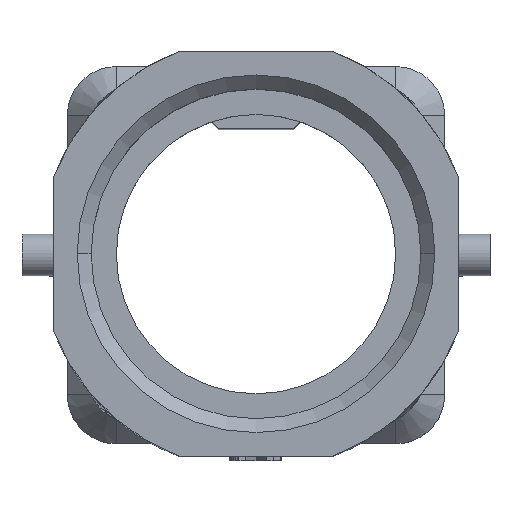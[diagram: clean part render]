
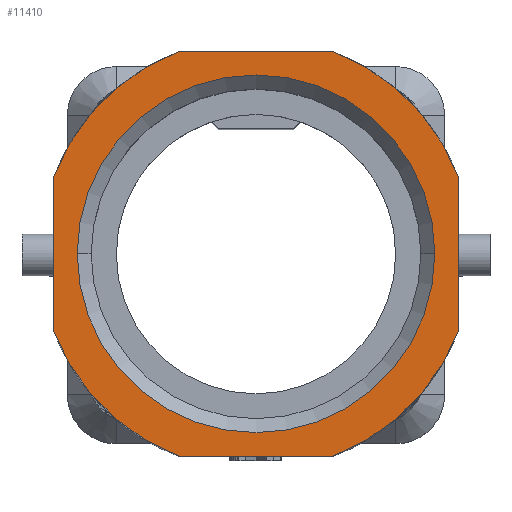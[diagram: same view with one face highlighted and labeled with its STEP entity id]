
A CAD part, top view. The second image highlights one B-rep face of the part: STEP entity #11410.
In plain terms, the highlighted planar face has unit normal (0, 0, 1).
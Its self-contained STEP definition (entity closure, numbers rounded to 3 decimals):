
#60=CARTESIAN_POINT('',(42.466,40.359,57.));
#70=DIRECTION('',(0.,0.,1.));
#80=DIRECTION('',(1.,0.,0.));
#90=AXIS2_PLACEMENT_3D('',#60,#70,#80);
#100=CIRCLE('',#90,15.5);
#110=CARTESIAN_POINT('',(47.943,25.859,57.));
#120=VERTEX_POINT('',#110);
#130=CARTESIAN_POINT('',(56.966,34.882,57.));
#140=VERTEX_POINT('',#130);
#150=EDGE_CURVE('',#120,#140,#100,.T.);
#9430=CARTESIAN_POINT('',(56.966,25.859,57.));
#9440=DIRECTION('',(-1.,0.,0.));
#9450=VECTOR('',#9440,1.);
#9460=LINE('',#9430,#9450);
#9470=CARTESIAN_POINT('',(36.988,25.859,57.));
#9480=VERTEX_POINT('',#9470);
#9490=EDGE_CURVE('',#120,#9480,#9460,.T.);
#9950=CARTESIAN_POINT('',(27.966,45.836,57.));
#9960=VERTEX_POINT('',#9950);
#9990=CARTESIAN_POINT('',(27.966,25.859,57.));
#10000=DIRECTION('',(0.,1.,0.));
#10010=VECTOR('',#10000,1.);
#10020=LINE('',#9990,#10010);
#10030=CARTESIAN_POINT('',(27.966,34.882,57.));
#10040=VERTEX_POINT('',#10030);
#10050=EDGE_CURVE('',#10040,#9960,#10020,.T.);
#10280=CARTESIAN_POINT('',(27.966,54.859,57.));
#10290=DIRECTION('',(1.,0.,0.));
#10300=VECTOR('',#10290,1.);
#10310=LINE('',#10280,#10300);
#10320=CARTESIAN_POINT('',(36.988,54.859,57.));
#10330=VERTEX_POINT('',#10320);
#10340=CARTESIAN_POINT('',(47.943,54.859,57.));
#10350=VERTEX_POINT('',#10340);
#10360=EDGE_CURVE('',#10330,#10350,#10310,.T.);
#10840=CARTESIAN_POINT('',(56.966,54.859,57.));
#10850=DIRECTION('',(0.,-1.,0.));
#10860=VECTOR('',#10850,1.);
#10870=LINE('',#10840,#10860);
#10880=CARTESIAN_POINT('',(56.966,45.836,57.));
#10890=VERTEX_POINT('',#10880);
#10900=EDGE_CURVE('',#10890,#140,#10870,.T.);
#11080=CARTESIAN_POINT('',(6.264,49.445,57.));
#11090=DIRECTION('',(0.,0.,1.));
#11100=DIRECTION('',(1.,0.,0.));
#11110=AXIS2_PLACEMENT_3D('',#11080,#11090,#11100);
#11120=PLANE('',#11110);
#11130=CARTESIAN_POINT('',(42.466,40.359,57.));
#11140=DIRECTION('',(0.,0.,1.));
#11150=DIRECTION('',(1.,0.,-0.));
#11160=AXIS2_PLACEMENT_3D('',#11130,#11140,#11150);
#11170=CIRCLE('',#11160,12.8);
#11180=CARTESIAN_POINT('',(29.666,40.359,57.));
#11190=VERTEX_POINT('',#11180);
#11200=CARTESIAN_POINT('',(55.266,40.359,57.));
#11210=VERTEX_POINT('',#11200);
#11220=EDGE_CURVE('',#11190,#11210,#11170,.T.);
#11230=ORIENTED_EDGE('',*,*,#11220,.F.);
#11240=EDGE_CURVE('',#11210,#11190,#11170,.T.);
#11250=ORIENTED_EDGE('',*,*,#11240,.F.);
#11260=EDGE_LOOP('',(#11250,#11230));
#11270=FACE_BOUND('',#11260,.T.);
#11280=ORIENTED_EDGE('',*,*,#150,.T.);
#11290=ORIENTED_EDGE('',*,*,#9490,.F.);
#11300=EDGE_CURVE('',#10040,#9480,#100,.T.);
#11310=ORIENTED_EDGE('',*,*,#11300,.T.);
#11320=ORIENTED_EDGE('',*,*,#10050,.F.);
#11330=EDGE_CURVE('',#10330,#9960,#100,.T.);
#11340=ORIENTED_EDGE('',*,*,#11330,.T.);
#11350=ORIENTED_EDGE('',*,*,#10360,.F.);
#11360=EDGE_CURVE('',#10890,#10350,#100,.T.);
#11370=ORIENTED_EDGE('',*,*,#11360,.T.);
#11380=ORIENTED_EDGE('',*,*,#10900,.F.);
#11390=EDGE_LOOP('',(#11380,#11370,#11350,#11340,#11320,#11310,#11290,
#11280));
#11400=FACE_OUTER_BOUND('',#11390,.T.);
#11410=ADVANCED_FACE('',(#11270,#11400),#11120,.T.);
